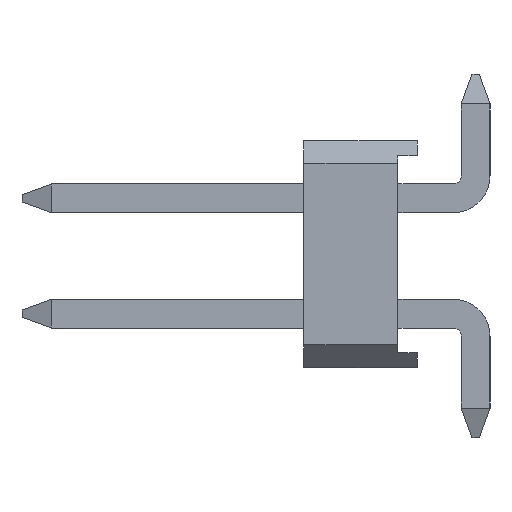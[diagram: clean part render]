
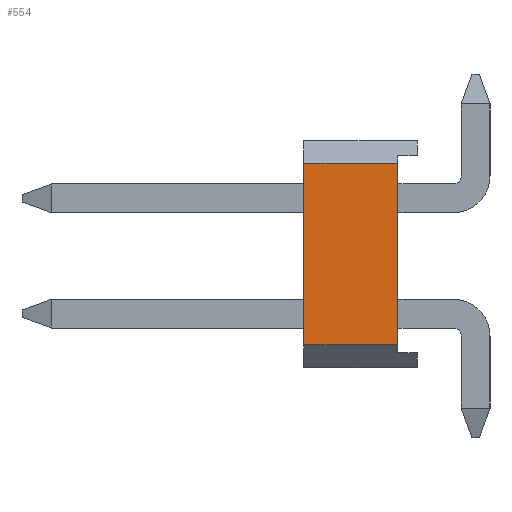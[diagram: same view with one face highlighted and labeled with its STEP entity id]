
A CAD part, left-side view. The second image highlights one B-rep face of the part: STEP entity #554.
In plain terms, the highlighted face is planar.
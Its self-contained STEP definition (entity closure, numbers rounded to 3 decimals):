
#5 = CARTESIAN_POINT ( 'NONE',  ( -0.77, 0.43, -2.54 ) ) ;
#17 = FACE_OUTER_BOUND ( 'NONE', #1731, .T. ) ;
#81 = LINE ( 'NONE', #372, #149 ) ;
#97 = DIRECTION ( 'NONE',  ( 0., 0., 1. ) ) ;
#149 = VECTOR ( 'NONE', #951, 1000. ) ;
#248 = DIRECTION ( 'NONE',  ( 1., 0., 0. ) ) ;
#283 = CARTESIAN_POINT ( 'NONE',  ( 3.73, 0.43, -2.54 ) ) ;
#293 = EDGE_CURVE ( 'NONE', #1433, #431, #993, .T. ) ;
#372 = CARTESIAN_POINT ( 'NONE',  ( 0., 2.5, -2.54 ) ) ;
#387 = CARTESIAN_POINT ( 'NONE',  ( -0.77, 2.5, -2.54 ) ) ;
#401 = CARTESIAN_POINT ( 'NONE',  ( 3.23, 2.5, -2.54 ) ) ;
#404 = VERTEX_POINT ( 'NONE', #387 ) ;
#412 = ORIENTED_EDGE ( 'NONE', *, *, #293, .F. ) ;
#431 = VERTEX_POINT ( 'NONE', #1295 ) ;
#554 = ADVANCED_FACE ( 'NONE', ( #17 ), #679, .F. ) ;
#662 = AXIS2_PLACEMENT_3D ( 'NONE', #960, #97, #1078 ) ;
#679 = PLANE ( 'NONE',  #662 ) ;
#752 = VECTOR ( 'NONE', #1786, 1000. ) ;
#798 = LINE ( 'NONE', #1211, #752 ) ;
#929 = LINE ( 'NONE', #401, #1686 ) ;
#951 = DIRECTION ( 'NONE',  ( -1., 0., 0. ) ) ;
#960 = CARTESIAN_POINT ( 'NONE',  ( 3.73, 2.5, -2.54 ) ) ;
#981 = ORIENTED_EDGE ( 'NONE', *, *, #1649, .F. ) ;
#993 = LINE ( 'NONE', #283, #1117 ) ;
#1023 = EDGE_CURVE ( 'NONE', #404, #1433, #798, .T. ) ;
#1047 = VERTEX_POINT ( 'NONE', #1057 ) ;
#1057 = CARTESIAN_POINT ( 'NONE',  ( 3.23, 2.5, -2.54 ) ) ;
#1078 = DIRECTION ( 'NONE',  ( 1., 0., 0. ) ) ;
#1117 = VECTOR ( 'NONE', #248, 1000. ) ;
#1211 = CARTESIAN_POINT ( 'NONE',  ( -0.77, 2.5, -2.54 ) ) ;
#1272 = DIRECTION ( 'NONE',  ( 0., 1., 0. ) ) ;
#1295 = CARTESIAN_POINT ( 'NONE',  ( 3.23, 0.43, -2.54 ) ) ;
#1354 = ORIENTED_EDGE ( 'NONE', *, *, #1023, .F. ) ;
#1433 = VERTEX_POINT ( 'NONE', #5 ) ;
#1507 = EDGE_CURVE ( 'NONE', #1047, #404, #81, .T. ) ;
#1581 = ORIENTED_EDGE ( 'NONE', *, *, #1507, .F. ) ;
#1649 = EDGE_CURVE ( 'NONE', #431, #1047, #929, .T. ) ;
#1686 = VECTOR ( 'NONE', #1272, 1000. ) ;
#1731 = EDGE_LOOP ( 'NONE', ( #412, #1354, #1581, #981 ) ) ;
#1786 = DIRECTION ( 'NONE',  ( 0., -1., 0. ) ) ;
